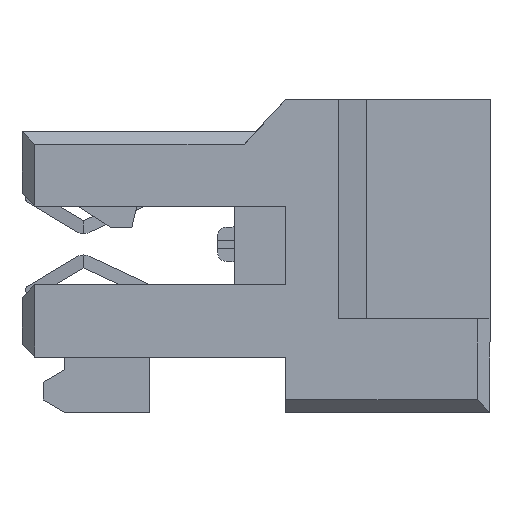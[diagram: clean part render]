
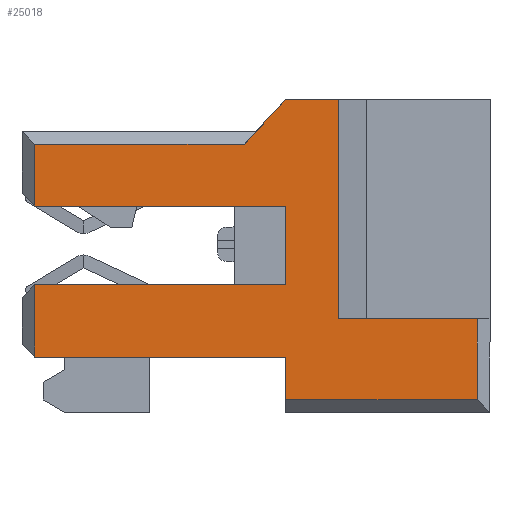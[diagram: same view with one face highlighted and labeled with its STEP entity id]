
A CAD part, left-side view. The second image highlights one B-rep face of the part: STEP entity #25018.
In plain terms, the highlighted face is planar.
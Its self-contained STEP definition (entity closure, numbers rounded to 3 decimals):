
#1593=ORIENTED_EDGE('',*,*,#7044,.T.);
#1594=ORIENTED_EDGE('',*,*,#6676,.T.);
#1595=ORIENTED_EDGE('',*,*,#7045,.T.);
#1596=ORIENTED_EDGE('',*,*,#7046,.T.);
#1597=ORIENTED_EDGE('',*,*,#6831,.T.);
#1598=ORIENTED_EDGE('',*,*,#6826,.T.);
#1599=ORIENTED_EDGE('',*,*,#7047,.T.);
#1600=ORIENTED_EDGE('',*,*,#7048,.T.);
#1601=ORIENTED_EDGE('',*,*,#7049,.T.);
#1602=ORIENTED_EDGE('',*,*,#7050,.T.);
#1603=ORIENTED_EDGE('',*,*,#6672,.T.);
#1604=ORIENTED_EDGE('',*,*,#6669,.T.);
#1605=ORIENTED_EDGE('',*,*,#7051,.T.);
#1606=ORIENTED_EDGE('',*,*,#7052,.T.);
#6669=EDGE_CURVE('',#9441,#9443,#11294,.T.);
#6672=EDGE_CURVE('',#9444,#9441,#11297,.T.);
#6676=EDGE_CURVE('',#9447,#9449,#11301,.T.);
#6826=EDGE_CURVE('',#9560,#9558,#11425,.T.);
#6831=EDGE_CURVE('',#9562,#9560,#11430,.T.);
#7044=EDGE_CURVE('',#9747,#9447,#11640,.T.);
#7045=EDGE_CURVE('',#9449,#9748,#11641,.T.);
#7046=EDGE_CURVE('',#9748,#9562,#11642,.T.);
#7047=EDGE_CURVE('',#9558,#9749,#11643,.T.);
#7048=EDGE_CURVE('',#9749,#9750,#11644,.T.);
#7049=EDGE_CURVE('',#9750,#9751,#11645,.T.);
#7050=EDGE_CURVE('',#9751,#9444,#11646,.T.);
#7051=EDGE_CURVE('',#9443,#9752,#11647,.T.);
#7052=EDGE_CURVE('',#9752,#9747,#11648,.T.);
#9441=VERTEX_POINT('',#33121);
#9443=VERTEX_POINT('',#33125);
#9444=VERTEX_POINT('',#33129);
#9447=VERTEX_POINT('',#33136);
#9449=VERTEX_POINT('',#33140);
#9558=VERTEX_POINT('',#33449);
#9560=VERTEX_POINT('',#33452);
#9562=VERTEX_POINT('',#33458);
#9747=VERTEX_POINT('',#33870);
#9748=VERTEX_POINT('',#33872);
#9749=VERTEX_POINT('',#33875);
#9750=VERTEX_POINT('',#33877);
#9751=VERTEX_POINT('',#33879);
#9752=VERTEX_POINT('',#33882);
#11294=LINE('',#33126,#13509);
#11297=LINE('',#33132,#13512);
#11301=LINE('',#33141,#13516);
#11425=LINE('',#33451,#13640);
#11430=LINE('',#33461,#13645);
#11640=LINE('',#33869,#13855);
#11641=LINE('',#33871,#13856);
#11642=LINE('',#33873,#13857);
#11643=LINE('',#33874,#13858);
#11644=LINE('',#33876,#13859);
#11645=LINE('',#33878,#13860);
#11646=LINE('',#33880,#13861);
#11647=LINE('',#33881,#13862);
#11648=LINE('',#33883,#13863);
#13509=VECTOR('',#27707,1000.);
#13512=VECTOR('',#27712,1000.);
#13516=VECTOR('',#27718,1000.);
#13640=VECTOR('',#27994,1000.);
#13645=VECTOR('',#28001,1000.);
#13855=VECTOR('',#28241,1000.);
#13856=VECTOR('',#28242,1000.);
#13857=VECTOR('',#28243,1000.);
#13858=VECTOR('',#28244,1000.);
#13859=VECTOR('',#28245,1000.);
#13860=VECTOR('',#28246,1000.);
#13861=VECTOR('',#28247,1000.);
#13862=VECTOR('',#28248,1000.);
#13863=VECTOR('',#28249,1000.);
#15636=EDGE_LOOP('',(#1593,#1594,#1595,#1596,#1597,#1598,#1599,#1600,#1601,
#1602,#1603,#1604,#1605,#1606));
#16687=FACE_BOUND('',#15636,.T.);
#17708=PLANE('',#26015);
#25018=ADVANCED_FACE('',(#16687),#17708,.F.);
#26015=AXIS2_PLACEMENT_3D('',#33868,#28239,#28240);
#27707=DIRECTION('',(0.,0.,-1.));
#27712=DIRECTION('',(0.,-1.,0.));
#27718=DIRECTION('',(0.,0.,-1.));
#27994=DIRECTION('',(0.,0.,1.));
#28001=DIRECTION('',(0.,1.,0.));
#28239=DIRECTION('',(-1.,0.,0.));
#28240=DIRECTION('',(0.,0.,1.));
#28241=DIRECTION('',(0.,-1.,0.));
#28242=DIRECTION('',(0.,1.,0.));
#28243=DIRECTION('',(0.,0.,-1.));
#28244=DIRECTION('',(0.,-1.,0.));
#28245=DIRECTION('',(0.,0.,1.));
#28246=DIRECTION('',(0.,-1.,0.));
#28247=DIRECTION('',(0.,-0.682,-0.731));
#28248=DIRECTION('',(0.,1.,0.));
#28249=DIRECTION('',(0.,0.,-1.));
#33121=CARTESIAN_POINT('',(10.,0.3,2.625));
#33125=CARTESIAN_POINT('',(10.,0.3,1.175));
#33126=CARTESIAN_POINT('',(10.,0.3,3.675));
#33129=CARTESIAN_POINT('',(10.,5.22,2.625));
#33132=CARTESIAN_POINT('',(10.,11.,2.625));
#33136=CARTESIAN_POINT('',(10.,0.3,-0.675));
#33140=CARTESIAN_POINT('',(10.,0.3,-2.375));
#33141=CARTESIAN_POINT('',(10.,0.3,3.675));
#33449=CARTESIAN_POINT('',(10.,10.7,-1.475));
#33451=CARTESIAN_POINT('',(10.,10.7,-1.475));
#33452=CARTESIAN_POINT('',(10.,10.7,-3.375));
#33458=CARTESIAN_POINT('',(10.,6.2,-3.375));
#33461=CARTESIAN_POINT('',(10.,11.,-3.375));
#33868=CARTESIAN_POINT('',(10.,11.,3.675));
#33869=CARTESIAN_POINT('',(10.,6.2,-0.675));
#33870=CARTESIAN_POINT('',(10.,6.2,-0.675));
#33871=CARTESIAN_POINT('',(10.,0.,-2.375));
#33872=CARTESIAN_POINT('',(10.,6.2,-2.375));
#33873=CARTESIAN_POINT('',(10.,6.2,-2.375));
#33874=CARTESIAN_POINT('',(10.,11.,-1.475));
#33875=CARTESIAN_POINT('',(10.,7.45,-1.475));
#33876=CARTESIAN_POINT('',(10.,7.45,-1.475));
#33877=CARTESIAN_POINT('',(10.,7.45,3.675));
#33878=CARTESIAN_POINT('',(10.,11.,3.675));
#33879=CARTESIAN_POINT('',(10.,6.2,3.675));
#33880=CARTESIAN_POINT('',(10.,6.2,3.675));
#33881=CARTESIAN_POINT('',(10.,0.,1.175));
#33882=CARTESIAN_POINT('',(10.,6.2,1.175));
#33883=CARTESIAN_POINT('',(10.,6.2,1.175));
